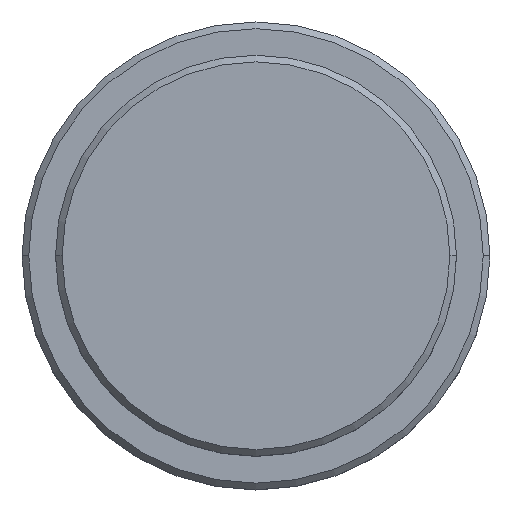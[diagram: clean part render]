
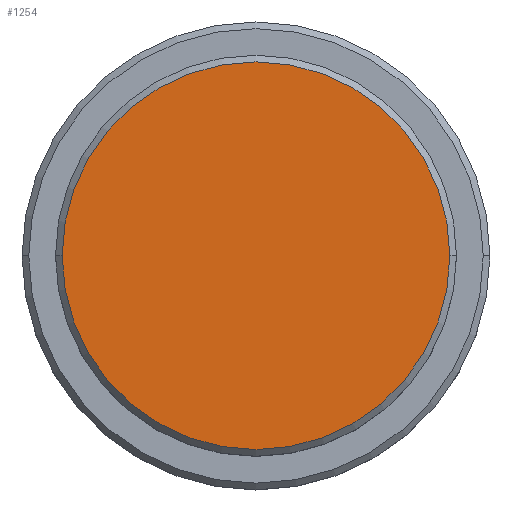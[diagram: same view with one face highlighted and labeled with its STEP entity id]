
A CAD part, top view. The second image highlights one B-rep face of the part: STEP entity #1254.
In plain terms, the highlighted planar face has unit normal (0, 0, 1).
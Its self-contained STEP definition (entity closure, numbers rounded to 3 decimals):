
#111 = CARTESIAN_POINT ( 'NONE',  ( 0., 0., 0. ) ) ;
#136 = FACE_OUTER_BOUND ( 'NONE', #153, .T. ) ;
#153 = EDGE_LOOP ( 'NONE', ( #337, #259 ) ) ;
#244 = DIRECTION ( 'NONE',  ( 1., 0., 0. ) ) ;
#259 = ORIENTED_EDGE ( 'NONE', *, *, #352, .T. ) ;
#311 = AXIS2_PLACEMENT_3D ( 'NONE', #111, #553, #244 ) ;
#317 = DIRECTION ( 'NONE',  ( 0., 0., 1. ) ) ;
#337 = ORIENTED_EDGE ( 'NONE', *, *, #1170, .T. ) ;
#352 = EDGE_CURVE ( 'NONE', #782, #459, #507, .T. ) ;
#417 = AXIS2_PLACEMENT_3D ( 'NONE', #1297, #874, #866 ) ;
#425 = CARTESIAN_POINT ( 'NONE',  ( 0., 0., 0. ) ) ;
#459 = VERTEX_POINT ( 'NONE', #1231 ) ;
#507 = CIRCLE ( 'NONE', #417, 14.5 ) ;
#553 = DIRECTION ( 'NONE',  ( 0., 0., 1. ) ) ;
#738 = CARTESIAN_POINT ( 'NONE',  ( 14.5, 0., 0. ) ) ;
#758 = DIRECTION ( 'NONE',  ( 1., 0., 0. ) ) ;
#782 = VERTEX_POINT ( 'NONE', #738 ) ;
#866 = DIRECTION ( 'NONE',  ( 1., 0., 0. ) ) ;
#874 = DIRECTION ( 'NONE',  ( 0., 0., 1. ) ) ;
#931 = CIRCLE ( 'NONE', #1197, 14.5 ) ;
#1102 = PLANE ( 'NONE',  #311 ) ;
#1170 = EDGE_CURVE ( 'NONE', #459, #782, #931, .T. ) ;
#1197 = AXIS2_PLACEMENT_3D ( 'NONE', #425, #317, #758 ) ;
#1231 = CARTESIAN_POINT ( 'NONE',  ( -14.5, 0., 0. ) ) ;
#1254 = ADVANCED_FACE ( 'NONE', ( #136 ), #1102, .T. ) ;
#1297 = CARTESIAN_POINT ( 'NONE',  ( 0., 0., 0. ) ) ;
